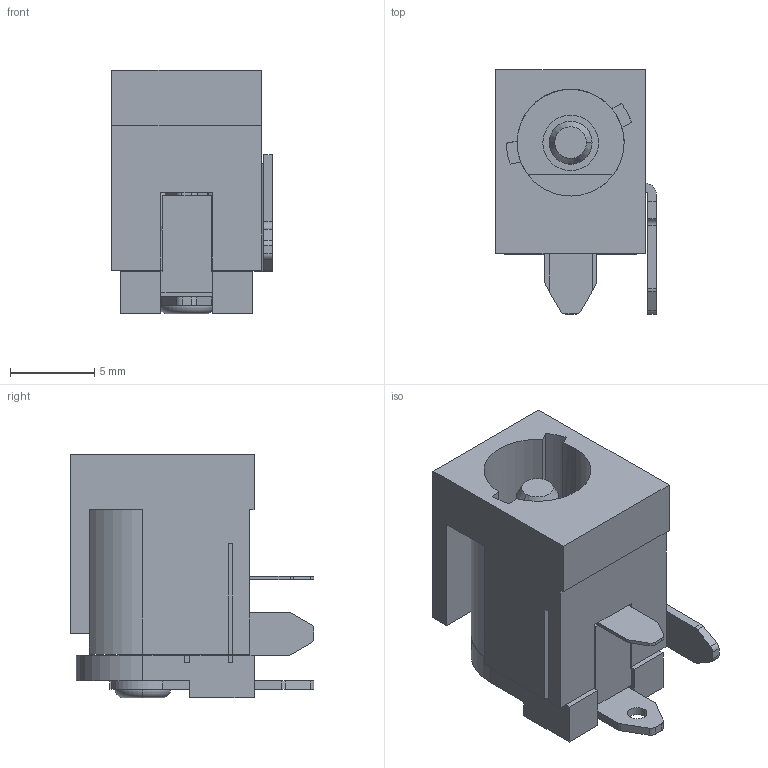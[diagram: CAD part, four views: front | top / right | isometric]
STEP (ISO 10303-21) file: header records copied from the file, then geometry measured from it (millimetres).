
FILE_DESCRIPTION (( 'STEP AP214' ), '1' );
FILE_NAME ('RAPC712BKZ.STEP', '2022-08-11T19:04:51', ( '' ), ( '' ), 'SwSTEP 2.0', 'SolidWorks 2017', '' );
FILE_SCHEMA (( 'AUTOMOTIVE_DESIGN' ));
Length unit declared in the file: millimetre
Products named in the file (2): RAPC712BKZ
Assembly tree (1 placements, depth 2):
  RAPC712BKZ
    RAPC712BKZ
Bounding box: 9.53 x 14.48 x 14.48 mm (x, y, z)
Volume: 962.1 mm3; surface area: 1523.5 mm2
Topology: 7 solids, 7 shells, 153 faces, 403 edges, 264 vertices
Faces by surface type: plane 101, cylinder 46, torus 4, cone 2
Entity records: 4847 total; most frequent: CARTESIAN_POINT 824, DIRECTION 823, ORIENTED_EDGE 806, EDGE_CURVE 403, LINE 297, VECTOR 297, VERTEX_POINT 264, AXIS2_PLACEMENT_3D 263
